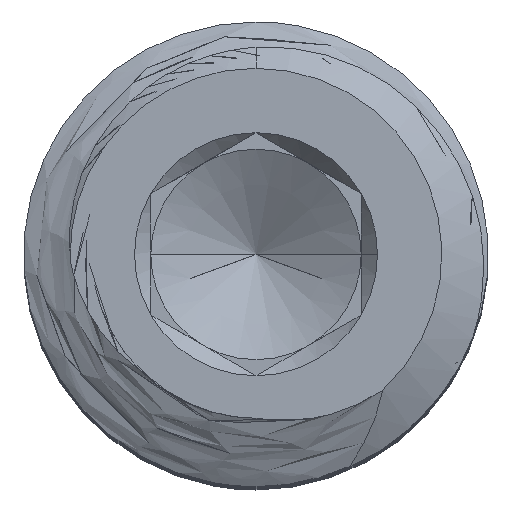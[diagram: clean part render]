
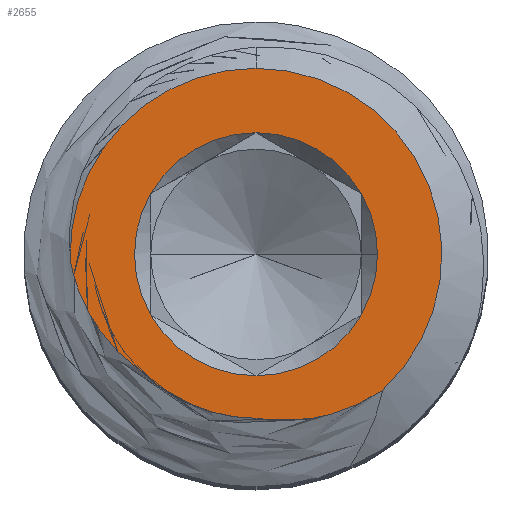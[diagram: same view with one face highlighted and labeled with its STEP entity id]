
A CAD part, top view. The second image highlights one B-rep face of the part: STEP entity #2655.
In plain terms, the highlighted planar face has unit normal (0, 0, 1).
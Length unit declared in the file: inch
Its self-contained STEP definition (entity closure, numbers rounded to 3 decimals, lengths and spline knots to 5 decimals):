
#53 = EDGE_LOOP ( 'NONE', ( #3607, #3511, #3541, #3691, #3681 ) ) ;
#73 = EDGE_LOOP ( 'NONE', ( #3466, #3468, #3588, #3463, #3507, #3514, #3590 ) ) ;
#147 = CIRCLE ( 'NONE', #1890, 0.03608 ) ;
#163 = CIRCLE ( 'NONE', #1902, 0.03608 ) ;
#176 = CIRCLE ( 'NONE', #1903, 0.0552 ) ;
#234 = CIRCLE ( 'NONE', #1960, 0.0552 ) ;
#236 = CIRCLE ( 'NONE', #1928, 0.03608 ) ;
#237 = CIRCLE ( 'NONE', #1965, 0.03608 ) ;
#238 = CIRCLE ( 'NONE', #1957, 0.03608 ) ;
#239 = CIRCLE ( 'NONE', #1886, 0.03608 ) ;
#240 = CIRCLE ( 'NONE', #1930, 0.03608 ) ;
#294 = FACE_BOUND ( 'NONE', #73, .T. ) ;
#302 = FACE_OUTER_BOUND ( 'NONE', #53, .T. ) ;
#534 = CARTESIAN_POINT ( 'NONE',  ( -0.03444, -0.03444, 0.30114 ) ) ;
#539 = CARTESIAN_POINT ( 'NONE',  ( 0., 0.0552, 0.30114 ) ) ;
#557 = CARTESIAN_POINT ( 'NONE',  ( 0.03125, 0.01804, 0.30114 ) ) ;
#559 = CARTESIAN_POINT ( 'NONE',  ( -0.03125, -0.01804, 0.30114 ) ) ;
#585 = CARTESIAN_POINT ( 'NONE',  ( 0.03774, -0.04029, 0.30114 ) ) ;
#619 = CARTESIAN_POINT ( 'NONE',  ( 0.03608, 0., 0.30114 ) ) ;
#635 = CARTESIAN_POINT ( 'NONE',  ( -0.03125, 0.01804, 0.30114 ) ) ;
#653 = CARTESIAN_POINT ( 'NONE',  ( 0.03125, -0.01804, 0.30114 ) ) ;
#676 = CARTESIAN_POINT ( 'NONE',  ( 0., -0.0487, 0.30114 ) ) ;
#680 = CARTESIAN_POINT ( 'NONE',  ( 0., 0.03608, 0.30114 ) ) ;
#687 = CARTESIAN_POINT ( 'NONE',  ( 0., -0.03608, 0.30114 ) ) ;
#695 = CARTESIAN_POINT ( 'NONE',  ( -0.05517, -0.0018, 0.30114 ) ) ;
#887 = DIRECTION ( 'NONE',  ( 0., 1., 0. ) ) ;
#888 = DIRECTION ( 'NONE',  ( 0., 0., -1. ) ) ;
#898 = PLANE ( 'NONE',  #2085 ) ;
#905 = CARTESIAN_POINT ( 'NONE',  ( 0., 0., 0.30114 ) ) ;
#1608 = B_SPLINE_CURVE_WITH_KNOTS ( 'NONE', 3,
 ( #2272, #2273, #2261, #2260, #2259, #2258 ),
 .UNSPECIFIED., .F., .F.,
 ( 4, 2, 4 ),
 ( 0.0007, 0.0012, 0.0017 ),
 .UNSPECIFIED. ) ;
#1609 = B_SPLINE_CURVE_WITH_KNOTS ( 'NONE', 3,
 ( #2279, #2276, #2271, #2270, #2269, #2268 ),
 .UNSPECIFIED., .F., .F.,
 ( 4, 2, 4 ),
 ( 0., 0.0005, 0.001 ),
 .UNSPECIFIED. ) ;
#1610 = B_SPLINE_CURVE_WITH_KNOTS ( 'NONE', 3,
 ( #2298, #2299, #2275, #2274 ),
 .UNSPECIFIED., .F., .F.,
 ( 4, 4 ),
 ( 0., 0.00098 ),
 .UNSPECIFIED. ) ;
#1886 = AXIS2_PLACEMENT_3D ( 'NONE', #2400, #2390, #2405 ) ;
#1890 = AXIS2_PLACEMENT_3D ( 'NONE', #4042, #4043, #4045 ) ;
#1902 = AXIS2_PLACEMENT_3D ( 'NONE', #3870, #3869, #3868 ) ;
#1903 = AXIS2_PLACEMENT_3D ( 'NONE', #4155, #3838, #3825 ) ;
#1928 = AXIS2_PLACEMENT_3D ( 'NONE', #2386, #2388, #2244 ) ;
#1930 = AXIS2_PLACEMENT_3D ( 'NONE', #5345, #5344, #5343 ) ;
#1957 = AXIS2_PLACEMENT_3D ( 'NONE', #2348, #2335, #2334 ) ;
#1960 = AXIS2_PLACEMENT_3D ( 'NONE', #2246, #2245, #2242 ) ;
#1965 = AXIS2_PLACEMENT_3D ( 'NONE', #2240, #2239, #2238 ) ;
#1966 = EDGE_CURVE ( 'NONE', #3570, #3669, #147, .T. ) ;
#2004 = EDGE_CURVE ( 'NONE', #3522, #3530, #163, .T. ) ;
#2015 = EDGE_CURVE ( 'NONE', #3743, #3486, #176, .T. ) ;
#2085 = AXIS2_PLACEMENT_3D ( 'NONE', #905, #888, #887 ) ;
#2097 = EDGE_CURVE ( 'NONE', #3557, #3760, #1610, .T. ) ;
#2098 = EDGE_CURVE ( 'NONE', #3760, #3486, #1609, .T. ) ;
#2099 = EDGE_CURVE ( 'NONE', #3648, #3557, #1608, .T. ) ;
#2102 = EDGE_CURVE ( 'NONE', #3648, #3743, #234, .T. ) ;
#2103 = EDGE_CURVE ( 'NONE', #3493, #3570, #237, .T. ) ;
#2105 = EDGE_CURVE ( 'NONE', #3530, #3731, #239, .T. ) ;
#2106 = EDGE_CURVE ( 'NONE', #3669, #3522, #238, .T. ) ;
#2107 = EDGE_CURVE ( 'NONE', #3731, #3435, #236, .T. ) ;
#2111 = EDGE_CURVE ( 'NONE', #3435, #3493, #240, .T. ) ;
#2238 = DIRECTION ( 'NONE',  ( 1., 0., 0. ) ) ;
#2239 = DIRECTION ( 'NONE',  ( 0., 0., 1. ) ) ;
#2240 = CARTESIAN_POINT ( 'NONE',  ( 0., 0., 0.30114 ) ) ;
#2242 = DIRECTION ( 'NONE',  ( 0., -1., 0. ) ) ;
#2244 = DIRECTION ( 'NONE',  ( 1., 0., 0. ) ) ;
#2245 = DIRECTION ( 'NONE',  ( 0., 0., 1. ) ) ;
#2246 = CARTESIAN_POINT ( 'NONE',  ( 0., 0., 0.30114 ) ) ;
#2258 = CARTESIAN_POINT ( 'NONE',  ( 0., -0.0487, 0.30114 ) ) ;
#2259 = CARTESIAN_POINT ( 'NONE',  ( 0.00658, -0.04981, 0.30114 ) ) ;
#2260 = CARTESIAN_POINT ( 'NONE',  ( 0.01333, -0.0496, 0.30114 ) ) ;
#2261 = CARTESIAN_POINT ( 'NONE',  ( 0.02614, -0.04673, 0.30114 ) ) ;
#2268 = CARTESIAN_POINT ( 'NONE',  ( -0.05517, -0.0018, 0.30114 ) ) ;
#2269 = CARTESIAN_POINT ( 'NONE',  ( -0.05397, -0.00833, 0.30114 ) ) ;
#2270 = CARTESIAN_POINT ( 'NONE',  ( -0.05153, -0.01456, 0.30114 ) ) ;
#2271 = CARTESIAN_POINT ( 'NONE',  ( -0.04444, -0.02573, 0.30114 ) ) ;
#2272 = CARTESIAN_POINT ( 'NONE',  ( 0.03774, -0.04029, 0.30114 ) ) ;
#2273 = CARTESIAN_POINT ( 'NONE',  ( 0.03234, -0.04401, 0.30114 ) ) ;
#2274 = CARTESIAN_POINT ( 'NONE',  ( -0.03444, -0.03444, 0.30114 ) ) ;
#2275 = CARTESIAN_POINT ( 'NONE',  ( -0.02536, -0.04352, 0.30114 ) ) ;
#2276 = CARTESIAN_POINT ( 'NONE',  ( -0.03986, -0.03057, 0.30114 ) ) ;
#2279 = CARTESIAN_POINT ( 'NONE',  ( -0.03444, -0.03444, 0.30114 ) ) ;
#2298 = CARTESIAN_POINT ( 'NONE',  ( 0., -0.0487, 0.30114 ) ) ;
#2299 = CARTESIAN_POINT ( 'NONE',  ( -0.01284, -0.0487, 0.30114 ) ) ;
#2334 = DIRECTION ( 'NONE',  ( 1., 0., 0. ) ) ;
#2335 = DIRECTION ( 'NONE',  ( 0., 0., 1. ) ) ;
#2348 = CARTESIAN_POINT ( 'NONE',  ( 0., 0., 0.30114 ) ) ;
#2386 = CARTESIAN_POINT ( 'NONE',  ( 0., 0., 0.30114 ) ) ;
#2388 = DIRECTION ( 'NONE',  ( 0., 0., 1. ) ) ;
#2390 = DIRECTION ( 'NONE',  ( 0., 0., 1. ) ) ;
#2400 = CARTESIAN_POINT ( 'NONE',  ( 0., 0., 0.30114 ) ) ;
#2405 = DIRECTION ( 'NONE',  ( 1., 0., 0. ) ) ;
#2655 = ADVANCED_FACE ( 'NONE', ( #294, #302 ), #898, .F. ) ;
#3435 = VERTEX_POINT ( 'NONE', #687 ) ;
#3463 = ORIENTED_EDGE ( 'NONE', *, *, #2103, .F. ) ;
#3466 = ORIENTED_EDGE ( 'NONE', *, *, #2004, .F. ) ;
#3468 = ORIENTED_EDGE ( 'NONE', *, *, #2106, .F. ) ;
#3486 = VERTEX_POINT ( 'NONE', #695 ) ;
#3493 = VERTEX_POINT ( 'NONE', #653 ) ;
#3507 = ORIENTED_EDGE ( 'NONE', *, *, #2111, .F. ) ;
#3511 = ORIENTED_EDGE ( 'NONE', *, *, #2102, .T. ) ;
#3514 = ORIENTED_EDGE ( 'NONE', *, *, #2107, .F. ) ;
#3522 = VERTEX_POINT ( 'NONE', #680 ) ;
#3530 = VERTEX_POINT ( 'NONE', #635 ) ;
#3541 = ORIENTED_EDGE ( 'NONE', *, *, #2015, .T. ) ;
#3557 = VERTEX_POINT ( 'NONE', #676 ) ;
#3570 = VERTEX_POINT ( 'NONE', #619 ) ;
#3588 = ORIENTED_EDGE ( 'NONE', *, *, #1966, .F. ) ;
#3590 = ORIENTED_EDGE ( 'NONE', *, *, #2105, .F. ) ;
#3607 = ORIENTED_EDGE ( 'NONE', *, *, #2099, .F. ) ;
#3648 = VERTEX_POINT ( 'NONE', #585 ) ;
#3669 = VERTEX_POINT ( 'NONE', #557 ) ;
#3681 = ORIENTED_EDGE ( 'NONE', *, *, #2097, .F. ) ;
#3691 = ORIENTED_EDGE ( 'NONE', *, *, #2098, .F. ) ;
#3731 = VERTEX_POINT ( 'NONE', #559 ) ;
#3743 = VERTEX_POINT ( 'NONE', #539 ) ;
#3760 = VERTEX_POINT ( 'NONE', #534 ) ;
#3825 = DIRECTION ( 'NONE',  ( 0., -1., 0. ) ) ;
#3838 = DIRECTION ( 'NONE',  ( 0., 0., 1. ) ) ;
#3868 = DIRECTION ( 'NONE',  ( 1., 0., 0. ) ) ;
#3869 = DIRECTION ( 'NONE',  ( 0., 0., 1. ) ) ;
#3870 = CARTESIAN_POINT ( 'NONE',  ( 0., 0., 0.30114 ) ) ;
#4042 = CARTESIAN_POINT ( 'NONE',  ( 0., 0., 0.30114 ) ) ;
#4043 = DIRECTION ( 'NONE',  ( 0., 0., 1. ) ) ;
#4045 = DIRECTION ( 'NONE',  ( 1., 0., 0. ) ) ;
#4155 = CARTESIAN_POINT ( 'NONE',  ( 0., 0., 0.30114 ) ) ;
#5343 = DIRECTION ( 'NONE',  ( 1., 0., 0. ) ) ;
#5344 = DIRECTION ( 'NONE',  ( 0., 0., 1. ) ) ;
#5345 = CARTESIAN_POINT ( 'NONE',  ( 0., 0., 0.30114 ) ) ;
